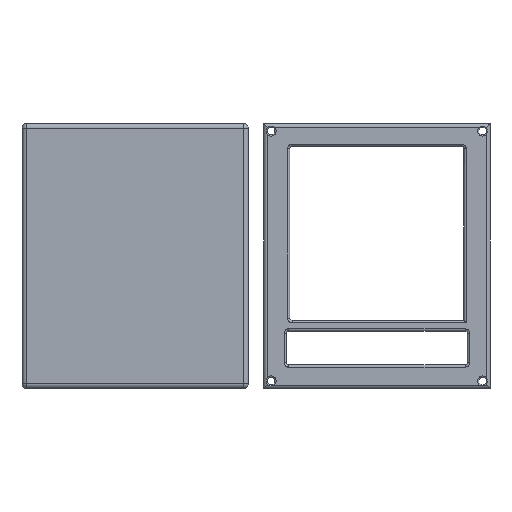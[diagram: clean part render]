
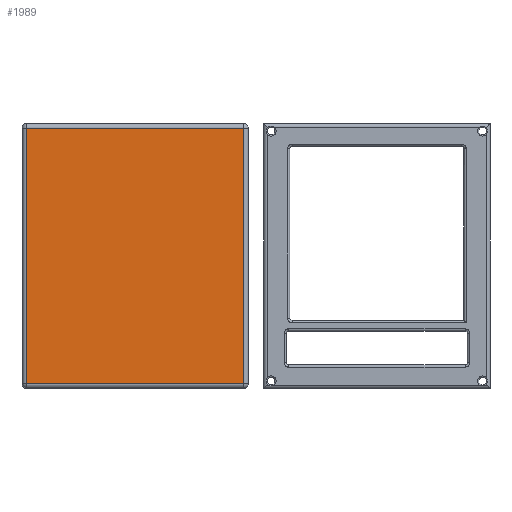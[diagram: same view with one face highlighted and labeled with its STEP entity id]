
A CAD part, front view. The second image highlights one B-rep face of the part: STEP entity #1989.
In plain terms, the highlighted planar face has unit normal (0, -1, 0).
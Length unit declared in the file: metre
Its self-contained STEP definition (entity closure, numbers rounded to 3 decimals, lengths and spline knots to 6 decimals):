
#244=LINE('',#3469,#405);
#245=LINE('',#3472,#406);
#246=LINE('',#3474,#407);
#247=LINE('',#3476,#408);
#405=VECTOR('',#2801,1.);
#406=VECTOR('',#2802,1.);
#407=VECTOR('',#2803,1.);
#408=VECTOR('',#2804,1.);
#855=ORIENTED_EDGE('',*,*,#1244,.T.);
#856=ORIENTED_EDGE('',*,*,#1245,.T.);
#857=ORIENTED_EDGE('',*,*,#1246,.T.);
#858=ORIENTED_EDGE('',*,*,#1247,.T.);
#1244=EDGE_CURVE('',#1449,#1450,#244,.T.);
#1245=EDGE_CURVE('',#1450,#1451,#245,.F.);
#1246=EDGE_CURVE('',#1451,#1452,#246,.F.);
#1247=EDGE_CURVE('',#1452,#1449,#247,.T.);
#1449=VERTEX_POINT('',#3470);
#1450=VERTEX_POINT('',#3471);
#1451=VERTEX_POINT('',#3473);
#1452=VERTEX_POINT('',#3475);
#1671=EDGE_LOOP('',(#855,#856,#857,#858));
#1817=FACE_BOUND('',#1671,.T.);
#1901=PLANE('',#2233);
#1989=ADVANCED_FACE('',(#1817),#1901,.F.);
#2233=AXIS2_PLACEMENT_3D('',#3468,#2799,#2800);
#2799=DIRECTION('',(0.,1.,0.));
#2800=DIRECTION('',(1.,0.,0.));
#2801=DIRECTION('',(0.,0.,1.));
#2802=DIRECTION('',(1.,0.,0.));
#2803=DIRECTION('',(0.,0.,1.));
#2804=DIRECTION('',(1.,0.,0.));
#3468=CARTESIAN_POINT('',(0.045393,0.,0.009495));
#3469=CARTESIAN_POINT('',(0.039973,0.,0.068013));
#3470=CARTESIAN_POINT('',(0.039973,0.,-0.046987));
#3471=CARTESIAN_POINT('',(0.039973,0.,0.066013));
#3472=CARTESIAN_POINT('',(0.045393,0.,0.066013));
#3473=CARTESIAN_POINT('',(-0.056027,0.,0.066013));
#3474=CARTESIAN_POINT('',(-0.056027,0.,0.009495));
#3475=CARTESIAN_POINT('',(-0.056027,0.,-0.046987));
#3476=CARTESIAN_POINT('',(0.041973,0.,-0.046987));
